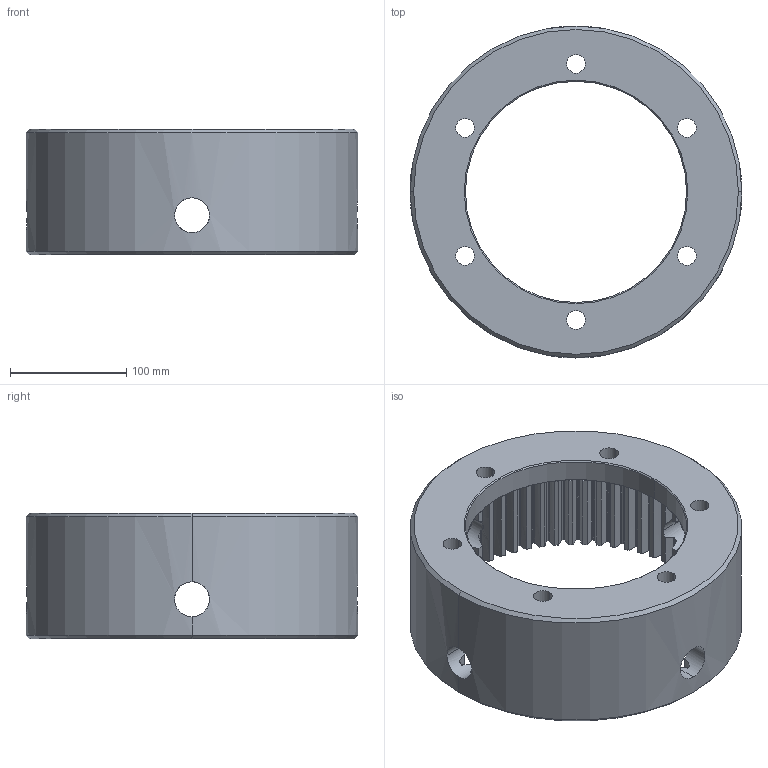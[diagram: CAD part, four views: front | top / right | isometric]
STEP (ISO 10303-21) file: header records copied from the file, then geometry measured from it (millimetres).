
FILE_DESCRIPTION (( 'STEP AP203' ), '1' );
FILE_NAME ('UWG-100(S).STEP', '2017-10-13T05:26:41', ( ' ' ), ( '' ), 'SwSTEP 2.0', 'SolidWorks 2009', '' );
FILE_SCHEMA (( 'CONFIG_CONTROL_DESIGN' ));
Length unit declared in the file: millimetre
Products named in the file (1): UWG-100(S)
Bounding box: 285 x 285 x 108 mm (x, y, z)
Volume: 1757052.7 mm3; surface area: 306299.7 mm2
Topology: 1 solids, 1 shells, 558 faces, 1672 edges, 1112 vertices
Faces by surface type: cylinder 267, bspline 144, plane 76, cone 71
Entity records: 42072 total; most frequent: CARTESIAN_POINT 27843, ORIENTED_EDGE 3344, DIRECTION 2523, EDGE_CURVE 1672, VERTEX_POINT 1112, AXIS2_PLACEMENT_3D 950, LINE 623, VECTOR 623
